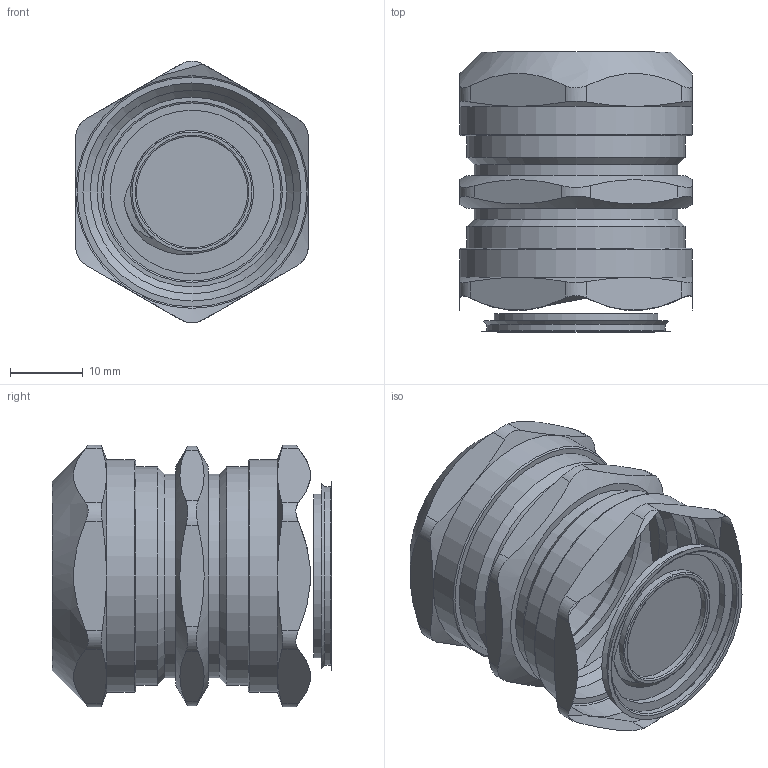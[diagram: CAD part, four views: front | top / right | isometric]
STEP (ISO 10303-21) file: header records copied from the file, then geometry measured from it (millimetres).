
FILE_DESCRIPTION(/* description */ (''),/* implementation_level */ '2;1');
FILE_NAME(/* name */ '',/* time_stamp */ '2025-06-26T16:50:16+07:00',/* author */ ('zeta-72'),/* organization */ (''),/* preprocessor_version */ 'ST-DEVELOPER v19.2',/* originating_system */ 'Autodesk Inventor 2024',/* authorisation */ '');
FILE_SCHEMA (('AUTOMOTIVE_DESIGN { 1 0 10303 214 3 1 1 }'));
Length unit declared in the file: millimetre
Products named in the file (1): ЗЭТА.045.514.000 СБ_Упростить_
1
Bounding box: 32 x 38.5 x 36.02 mm (x, y, z)
Volume: 27274.8 mm3; surface area: 6573.5 mm2
Topology: 1 solids, 1 shells, 100 faces, 244 edges, 158 vertices
Faces by surface type: cylinder 36, plane 32, cone 22, torus 6, bspline 4
Full cylindrical faces by diameter (mm): 15.3 x2, 22.5 x2, 24.5 x2, 28 x2, 30 x2, 32 x2
Entity records: 3741 total; most frequent: CARTESIAN_POINT 1421, ORIENTED_EDGE 488, DIRECTION 414, EDGE_CURVE 244, AXIS2_PLACEMENT_3D 177, VERTEX_POINT 158, EDGE_LOOP 112, FACE_OUTER_BOUND 100
